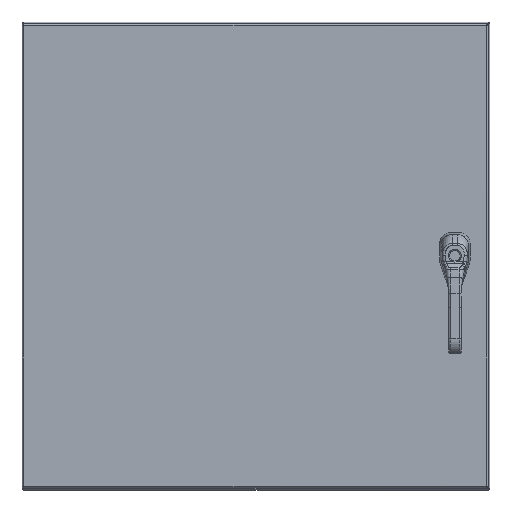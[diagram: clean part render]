
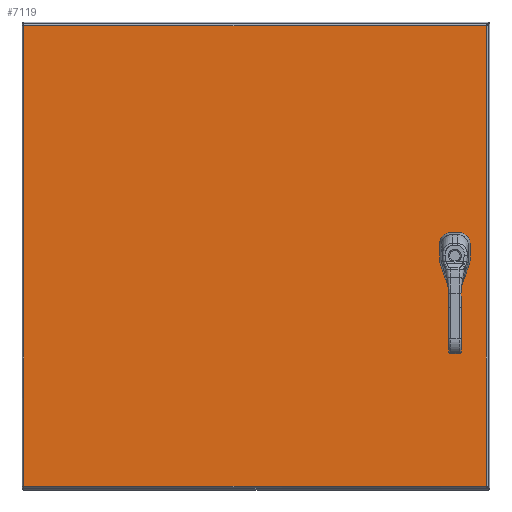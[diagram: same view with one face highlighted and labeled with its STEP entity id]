
A CAD part, top view. The second image highlights one B-rep face of the part: STEP entity #7119.
In plain terms, the highlighted face is planar.
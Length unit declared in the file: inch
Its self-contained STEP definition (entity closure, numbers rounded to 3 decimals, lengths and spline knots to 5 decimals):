
#5442=CARTESIAN_POINT('',(2.33762,15.275,0.0));
#5443=VERTEX_POINT('',#5442);
#5450=CARTESIAN_POINT('',(2.525,15.08762,0.0));
#5451=VERTEX_POINT('',#5450);
#5452=CARTESIAN_POINT('',(2.125,14.875,0.0));
#5453=DIRECTION('',(0.0,0.0,1.0));
#5454=DIRECTION('',(-0.469,-0.883,0.0));
#5455=AXIS2_PLACEMENT_3D('',#5452,#5453,#5454);
#5456=CIRCLE('',#5455,0.453);
#5457=EDGE_CURVE('',#5451,#5443,#5456,.T.);
#5482=CARTESIAN_POINT('',(2.525,14.66238,0.0));
#5483=VERTEX_POINT('',#5482);
#5484=CARTESIAN_POINT('',(2.525,14.66238,0.0));
#5485=DIRECTION('',(0.0,1.0,0.0));
#5486=VECTOR('',#5485,0.42525);
#5487=LINE('',#5484,#5486);
#5488=EDGE_CURVE('',#5483,#5451,#5487,.T.);
#5514=CARTESIAN_POINT('',(2.33762,14.475,0.0));
#5515=VERTEX_POINT('',#5514);
#5516=CARTESIAN_POINT('',(2.125,14.875,0.0));
#5517=DIRECTION('',(0.0,0.0,1.0));
#5518=DIRECTION('',(-0.883,0.469,0.0));
#5519=AXIS2_PLACEMENT_3D('',#5516,#5517,#5518);
#5520=CIRCLE('',#5519,0.453);
#5521=EDGE_CURVE('',#5515,#5483,#5520,.T.);
#5546=CARTESIAN_POINT('',(1.91238,14.475,0.0));
#5547=VERTEX_POINT('',#5546);
#5548=CARTESIAN_POINT('',(1.91238,14.475,0.0));
#5549=DIRECTION('',(1.0,0.0,0.0));
#5550=VECTOR('',#5549,0.42525);
#5551=LINE('',#5548,#5550);
#5552=EDGE_CURVE('',#5547,#5515,#5551,.T.);
#5578=CARTESIAN_POINT('',(1.725,14.66238,0.0));
#5579=VERTEX_POINT('',#5578);
#5580=CARTESIAN_POINT('',(2.125,14.875,0.0));
#5581=DIRECTION('',(0.0,0.0,1.0));
#5582=DIRECTION('',(0.469,0.883,0.0));
#5583=AXIS2_PLACEMENT_3D('',#5580,#5581,#5582);
#5584=CIRCLE('',#5583,0.453);
#5585=EDGE_CURVE('',#5579,#5547,#5584,.T.);
#5610=CARTESIAN_POINT('',(1.725,15.08762,0.0));
#5611=VERTEX_POINT('',#5610);
#5612=CARTESIAN_POINT('',(1.725,15.08762,0.0));
#5613=DIRECTION('',(0.0,-1.0,0.0));
#5614=VECTOR('',#5613,0.42525);
#5615=LINE('',#5612,#5614);
#5616=EDGE_CURVE('',#5611,#5579,#5615,.T.);
#5642=CARTESIAN_POINT('',(1.91238,15.275,0.0));
#5643=VERTEX_POINT('',#5642);
#5644=CARTESIAN_POINT('',(2.125,14.875,0.0));
#5645=DIRECTION('',(0.0,0.0,1.0));
#5646=DIRECTION('',(0.883,-0.469,0.0));
#5647=AXIS2_PLACEMENT_3D('',#5644,#5645,#5646);
#5648=CIRCLE('',#5647,0.453);
#5649=EDGE_CURVE('',#5643,#5611,#5648,.T.);
#5672=CARTESIAN_POINT('',(2.33762,15.275,0.0));
#5673=DIRECTION('',(-1.0,0.0,0.0));
#5674=VECTOR('',#5673,0.42525);
#5675=LINE('',#5672,#5674);
#5676=EDGE_CURVE('',#5443,#5643,#5675,.T.);
#6127=CARTESIAN_POINT('',(29.76975,0.10525,0.));
#6128=VERTEX_POINT('',#6127);
#6139=CARTESIAN_POINT('',(29.76975,29.64475,0.));
#6140=VERTEX_POINT('',#6139);
#6141=CARTESIAN_POINT('',(29.76975,29.64475,0.0));
#6142=DIRECTION('',(0.0,-1.0,0.0));
#6143=VECTOR('',#6142,29.5395);
#6144=LINE('',#6141,#6143);
#6145=EDGE_CURVE('',#6140,#6128,#6144,.T.);
#6297=CARTESIAN_POINT('',(0.10525,0.10525,0.));
#6298=VERTEX_POINT('',#6297);
#6309=CARTESIAN_POINT('',(29.76975,0.10525,0.0));
#6310=DIRECTION('',(-1.0,0.0,0.0));
#6311=VECTOR('',#6310,29.6645);
#6312=LINE('',#6309,#6311);
#6313=EDGE_CURVE('',#6128,#6298,#6312,.T.);
#6574=CARTESIAN_POINT('',(0.10525,29.64475,0.));
#6575=VERTEX_POINT('',#6574);
#6586=CARTESIAN_POINT('',(0.10525,0.10525,0.0));
#6587=DIRECTION('',(0.0,1.0,0.0));
#6588=VECTOR('',#6587,29.5395);
#6589=LINE('',#6586,#6588);
#6590=EDGE_CURVE('',#6298,#6575,#6589,.T.);
#6855=CARTESIAN_POINT('',(0.10525,29.64475,0.0));
#6856=DIRECTION('',(1.0,0.0,0.0));
#6857=VECTOR('',#6856,29.6645);
#6858=LINE('',#6855,#6857);
#6859=EDGE_CURVE('',#6575,#6140,#6858,.T.);
#7098=CARTESIAN_POINT('',(14.9375,14.875,0.0));
#7099=DIRECTION('',(0.0,0.0,1.0));
#7100=DIRECTION('',(1.0,0.0,0.0));
#7101=AXIS2_PLACEMENT_3D('',#7098,#7099,#7100);
#7102=PLANE('',#7101);
#7103=ORIENTED_EDGE('',*,*,#6145,.T.);
#7104=ORIENTED_EDGE('',*,*,#6313,.T.);
#7105=ORIENTED_EDGE('',*,*,#6590,.T.);
#7106=ORIENTED_EDGE('',*,*,#6859,.T.);
#7107=EDGE_LOOP('',(#7103,#7104,#7105,#7106));
#7108=FACE_OUTER_BOUND('',#7107,.T.);
#7109=ORIENTED_EDGE('',*,*,#5457,.T.);
#7110=ORIENTED_EDGE('',*,*,#5676,.T.);
#7111=ORIENTED_EDGE('',*,*,#5649,.T.);
#7112=ORIENTED_EDGE('',*,*,#5616,.T.);
#7113=ORIENTED_EDGE('',*,*,#5585,.T.);
#7114=ORIENTED_EDGE('',*,*,#5552,.T.);
#7115=ORIENTED_EDGE('',*,*,#5521,.T.);
#7116=ORIENTED_EDGE('',*,*,#5488,.T.);
#7117=EDGE_LOOP('',(#7109,#7110,#7111,#7112,#7113,#7114,#7115,#7116));
#7118=FACE_BOUND('',#7117,.T.);
#7119=ADVANCED_FACE('',(#7108,#7118),#7102,.F.);
